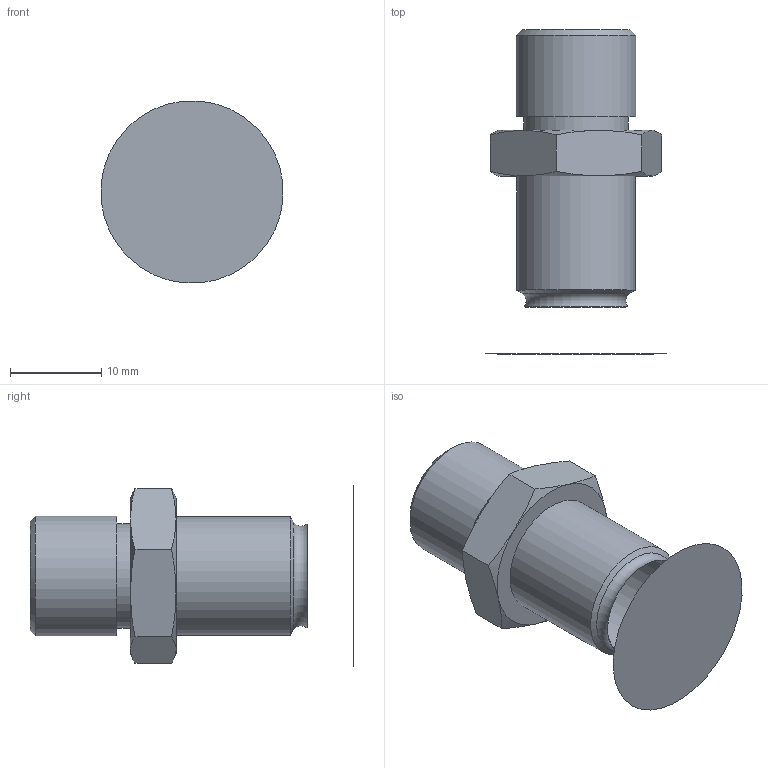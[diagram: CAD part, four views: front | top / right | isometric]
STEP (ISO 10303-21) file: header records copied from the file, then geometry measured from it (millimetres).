
FILE_DESCRIPTION(/* description */ (''),/* implementation_level */ '2;1');
FILE_NAME(/* name */ 'vc20cn_rac3r1-4m.stp',/* time_stamp */ '2020-06-30T10:25:29+02:00',/* author */ ('enginyeria'),/* organization */ (''),/* preprocessor_version */ 'ST-DEVELOPER v17',/* originating_system */ 'Autodesk Inventor 2019',/* authorisation */ '');
FILE_SCHEMA (('CONFIG_CONTROL_DESIGN'));
Length unit declared in the file: millimetre
Products named in the file (1): vc20sb_rac3r1-4m
Bounding box: 19.94 x 35.5 x 19.94 mm (x, y, z)
Volume: 5341.6 mm3; surface area: 2759.5 mm2
Topology: 2 solids, 2 shells, 35 faces, 83 edges, 55 vertices
Faces by surface type: cone 17, plane 13, cylinder 4, torus 1
Full cylindrical faces by diameter (mm): 3 x1, 11.429 x1, 13 x1, 13.157 x1
Entity records: 1061 total; most frequent: CARTESIAN_POINT 221, DIRECTION 173, ORIENTED_EDGE 164, EDGE_CURVE 82, AXIS2_PLACEMENT_3D 79, VERTEX_POINT 55, CIRCLE 43, EDGE_LOOP 39
